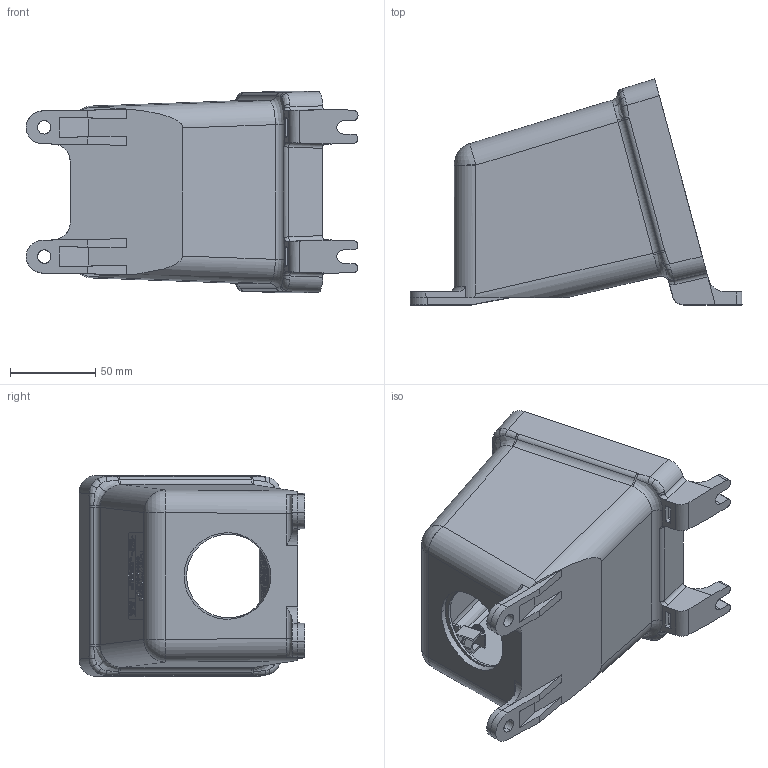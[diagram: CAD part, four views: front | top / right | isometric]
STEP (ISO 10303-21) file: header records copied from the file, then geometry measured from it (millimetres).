
FILE_DESCRIPTION (( 'STEP AP214' ), '1' );
FILE_NAME ('ORC4329-M01.STEP', '2024-02-27T18:38:15', ( '' ), ( '' ), 'SwSTEP 2.0', 'SolidWorks 2020', '' );
FILE_SCHEMA (( 'AUTOMOTIVE_DESIGN' ));
Length unit declared in the file: inch
Products named in the file (1): ORC4329-M01
Bounding box: 195.07 x 132.71 x 118.11 mm (x, y, z)
Surface area: 141585 mm2 (no closed solid volume)
Topology: 0 solids, 72 shells, 939 faces, 5012 edges, 4071 vertices
Faces by surface type: plane 539, bspline 225, cylinder 105, cone 64, sphere 4, torus 2
Entity records: 83023 total; most frequent: CARTESIAN_POINT 36535, ORIENTED_EDGE 6761, DIRECTION 5125, EDGE_CURVE 5012, VERTEX_POINT 4071, VECTOR 3167, LINE 3167, B_SPLINE_CURVE_WITH_KNOTS 1471
